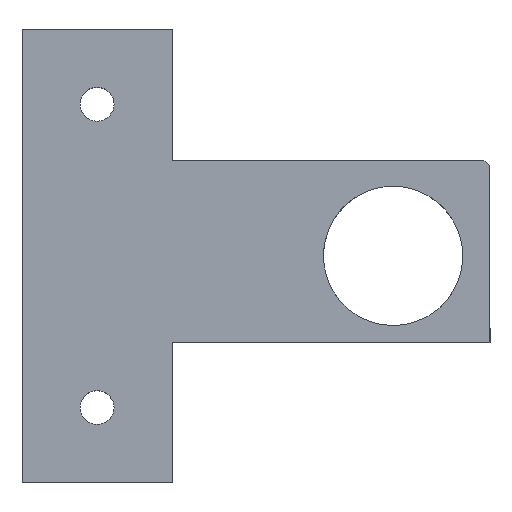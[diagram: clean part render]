
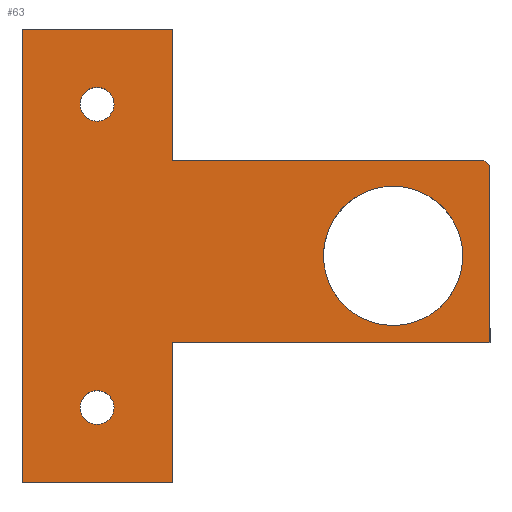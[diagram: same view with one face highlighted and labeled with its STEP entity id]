
A CAD part, top view. The second image highlights one B-rep face of the part: STEP entity #63.
In plain terms, the highlighted planar face has unit normal (0, 0, 1).
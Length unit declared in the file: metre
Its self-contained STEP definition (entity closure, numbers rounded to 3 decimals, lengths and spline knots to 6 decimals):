
#63=ADVANCED_FACE('321:3677',(#110,#111,#112,#113),#114,.T.);
#110=FACE_OUTER_BOUND('',#178,.T.);
#111=FACE_BOUND('',#179,.T.);
#112=FACE_BOUND('',#180,.T.);
#113=FACE_BOUND('',#181,.T.);
#114=PLANE('',#182);
#178=EDGE_LOOP('',(#320,#321,#322,#323,#324,#325,#326,#327,#328));
#179=EDGE_LOOP('',(#329,#330));
#180=EDGE_LOOP('',(#331,#332));
#181=EDGE_LOOP('',(#333,#334));
#182=AXIS2_PLACEMENT_3D('',#335,#336,#337);
#320=ORIENTED_EDGE('',*,*,#542,.T.);
#321=ORIENTED_EDGE('',*,*,#543,.T.);
#322=ORIENTED_EDGE('',*,*,#540,.F.);
#323=ORIENTED_EDGE('',*,*,#544,.T.);
#324=ORIENTED_EDGE('',*,*,#545,.T.);
#325=ORIENTED_EDGE('',*,*,#546,.T.);
#326=ORIENTED_EDGE('',*,*,#547,.T.);
#327=ORIENTED_EDGE('',*,*,#548,.T.);
#328=ORIENTED_EDGE('',*,*,#549,.F.);
#329=ORIENTED_EDGE('',*,*,#550,.F.);
#330=ORIENTED_EDGE('',*,*,#491,.F.);
#331=ORIENTED_EDGE('',*,*,#551,.F.);
#332=ORIENTED_EDGE('',*,*,#495,.F.);
#333=ORIENTED_EDGE('',*,*,#552,.F.);
#334=ORIENTED_EDGE('',*,*,#499,.F.);
#335=CARTESIAN_POINT('',(-0.004573,0.102184,0.092213));
#336=DIRECTION('',(0.,0.,1.0));
#337=DIRECTION('',(0.,-1.0,0.));
#491=EDGE_CURVE('321:3860',#578,#581,#582,.F.);
#495=EDGE_CURVE('321:3863',#586,#589,#590,.F.);
#499=EDGE_CURVE('321:3866',#594,#597,#598,.T.);
#540=EDGE_CURVE('321:3830',#667,#669,#670,.F.);
#542=EDGE_CURVE('321:3836',#672,#673,#674,.T.);
#543=EDGE_CURVE('321:3839',#673,#669,#675,.T.);
#544=EDGE_CURVE('321:3842',#667,#676,#677,.F.);
#545=EDGE_CURVE('321:3845',#676,#678,#679,.T.);
#546=EDGE_CURVE('321:3848',#678,#680,#681,.T.);
#547=EDGE_CURVE('321:3851',#680,#682,#683,.T.);
#548=EDGE_CURVE('321:3854',#682,#684,#685,.T.);
#549=EDGE_CURVE('321:3857',#672,#684,#686,.F.);
#550=EDGE_CURVE('321:3860',#581,#578,#687,.F.);
#551=EDGE_CURVE('321:3863',#589,#586,#688,.F.);
#552=EDGE_CURVE('321:3866',#597,#594,#689,.T.);
#578=VERTEX_POINT('',#724);
#581=VERTEX_POINT('',#728);
#582=CIRCLE('',#729,0.0015);
#586=VERTEX_POINT('',#734);
#589=VERTEX_POINT('',#738);
#590=CIRCLE('',#739,0.0015);
#594=VERTEX_POINT('',#744);
#597=VERTEX_POINT('',#748);
#598=CIRCLE('',#749,0.00615);
#667=VERTEX_POINT('',#955);
#669=VERTEX_POINT('',#958);
#670=CIRCLE('',#959,0.01165);
#672=VERTEX_POINT('',#962);
#673=VERTEX_POINT('',#963);
#674=LINE('',#964,#965);
#675=LINE('',#966,#967);
#676=VERTEX_POINT('',#968);
#677=LINE('',#969,#970);
#678=VERTEX_POINT('',#971);
#679=LINE('',#972,#973);
#680=VERTEX_POINT('',#974);
#681=LINE('',#975,#976);
#682=VERTEX_POINT('',#977);
#683=LINE('',#978,#979);
#684=VERTEX_POINT('',#980);
#685=LINE('',#981,#982);
#686=LINE('',#983,#984);
#687=CIRCLE('',#985,0.0015);
#688=CIRCLE('',#986,0.0015);
#689=CIRCLE('',#987,0.00615);
#724=CARTESIAN_POINT('',(-0.028206,0.08709,0.092213));
#728=CARTESIAN_POINT('',(-0.031206,0.08709,0.092213));
#729=AXIS2_PLACEMENT_3D('',#1100,#1101,#1102);
#734=CARTESIAN_POINT('',(-0.028206,0.113852,0.092213));
#738=CARTESIAN_POINT('',(-0.031206,0.113852,0.092213));
#739=AXIS2_PLACEMENT_3D('',#1108,#1109,#1110);
#744=CARTESIAN_POINT('',(-0.003587,0.106621,0.092213));
#748=CARTESIAN_POINT('',(-0.003587,0.094321,0.092213));
#749=AXIS2_PLACEMENT_3D('',#1116,#1117,#1118);
#955=CARTESIAN_POINT('',(0.004433,0.108921,0.092213));
#958=CARTESIAN_POINT('',(0.004963,0.108384,0.092213));
#959=AXIS2_PLACEMENT_3D('',#1173,#1174,#1175);
#962=CARTESIAN_POINT('',(-0.023087,0.092847,0.092213));
#963=CARTESIAN_POINT('',(0.004963,0.092847,0.092213));
#964=CARTESIAN_POINT('',(-0.015592,0.092847,0.092213));
#965=VECTOR('',#1177,1.0);
#966=CARTESIAN_POINT('',(0.004963,0.101328,0.092213));
#967=VECTOR('',#1178,1.0);
#968=CARTESIAN_POINT('',(-0.023087,0.108921,0.092213));
#969=CARTESIAN_POINT('',(-0.014449,0.108921,0.092213));
#970=VECTOR('',#1179,1.0);
#971=CARTESIAN_POINT('',(-0.023087,0.120471,0.092213));
#972=CARTESIAN_POINT('',(-0.023087,0.109015,0.092213));
#973=VECTOR('',#1180,1.0);
#974=CARTESIAN_POINT('',(-0.036325,0.120471,0.092213));
#975=CARTESIAN_POINT('',(-0.01714,0.120471,0.092213));
#976=VECTOR('',#1181,1.0);
#977=CARTESIAN_POINT('',(-0.036325,0.080471,0.092213));
#978=CARTESIAN_POINT('',(-0.036325,0.094497,0.092213));
#979=VECTOR('',#1182,1.0);
#980=CARTESIAN_POINT('',(-0.023087,0.080471,0.092213));
#981=CARTESIAN_POINT('',(-0.01714,0.080471,0.092213));
#982=VECTOR('',#1183,1.0);
#983=CARTESIAN_POINT('',(-0.023087,0.109015,0.092213));
#984=VECTOR('',#1184,1.0);
#985=AXIS2_PLACEMENT_3D('',#1185,#1186,#1187);
#986=AXIS2_PLACEMENT_3D('',#1188,#1189,#1190);
#987=AXIS2_PLACEMENT_3D('',#1191,#1192,#1193);
#1100=CARTESIAN_POINT('',(-0.029706,0.08709,0.092213));
#1101=DIRECTION('',(0.,0.,-1.0));
#1102=DIRECTION('',(1.0,0.,0.));
#1108=CARTESIAN_POINT('',(-0.029706,0.113852,0.092213));
#1109=DIRECTION('',(0.,0.,-1.0));
#1110=DIRECTION('',(1.0,0.,0.));
#1116=CARTESIAN_POINT('',(-0.003587,0.100471,0.092213));
#1117=DIRECTION('',(0.,0.,1.0));
#1118=DIRECTION('',(0.,1.0,0.));
#1173=CARTESIAN_POINT('',(-0.003587,0.100471,0.092213));
#1174=DIRECTION('',(0.,0.,1.0));
#1175=DIRECTION('',(0.,1.0,0.));
#1177=DIRECTION('',(1.0,0.,0.));
#1178=DIRECTION('',(0.,1.0,0.));
#1179=DIRECTION('',(1.0,0.,0.));
#1180=DIRECTION('',(0.,1.0,0.));
#1181=DIRECTION('',(-1.0,0.,0.));
#1182=DIRECTION('',(0.,-1.0,0.));
#1183=DIRECTION('',(1.0,0.,0.));
#1184=DIRECTION('',(0.,1.0,0.));
#1185=CARTESIAN_POINT('',(-0.029706,0.08709,0.092213));
#1186=DIRECTION('',(0.,0.,-1.0));
#1187=DIRECTION('',(1.0,0.,0.));
#1188=CARTESIAN_POINT('',(-0.029706,0.113852,0.092213));
#1189=DIRECTION('',(0.,0.,-1.0));
#1190=DIRECTION('',(1.0,0.,0.));
#1191=CARTESIAN_POINT('',(-0.003587,0.100471,0.092213));
#1192=DIRECTION('',(0.,0.,1.0));
#1193=DIRECTION('',(0.,1.0,0.));
